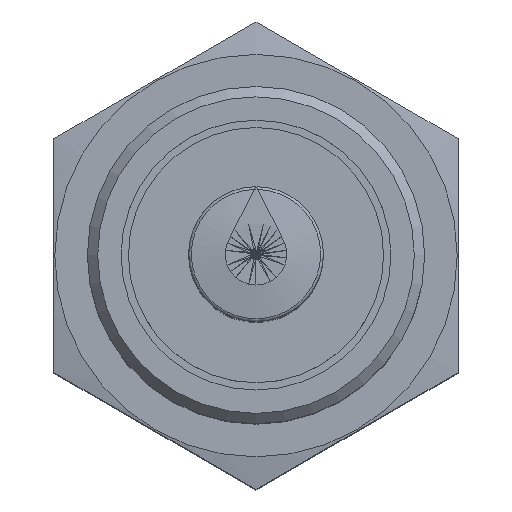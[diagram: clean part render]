
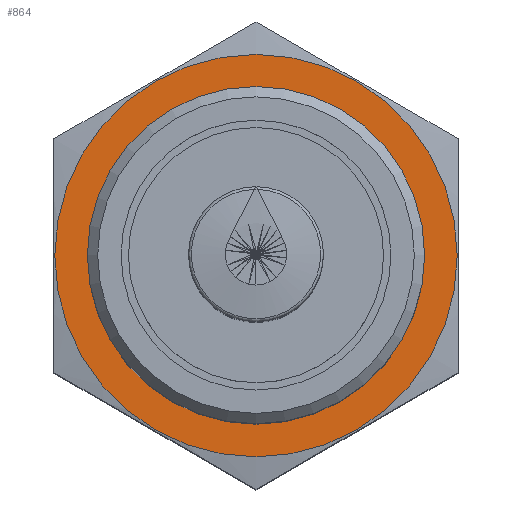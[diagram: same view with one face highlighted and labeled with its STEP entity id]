
A CAD part, top view. The second image highlights one B-rep face of the part: STEP entity #864.
In plain terms, the highlighted face is planar.
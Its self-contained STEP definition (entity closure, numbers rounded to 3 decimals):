
#143=PLANE('',#995);
#339=ORIENTED_EDGE('',*,*,#464,.F.);
#340=ORIENTED_EDGE('',*,*,#465,.T.);
#464=EDGE_CURVE('',#694,#694,#529,.T.);
#465=EDGE_CURVE('',#695,#695,#530,.T.);
#529=CIRCLE('',#996,17.9);
#530=CIRCLE('',#997,15.);
#613=EDGE_LOOP('',(#339));
#614=EDGE_LOOP('',(#340));
#694=VERTEX_POINT('',#1493);
#695=VERTEX_POINT('',#1495);
#794=FACE_BOUND('',#613,.T.);
#795=FACE_BOUND('',#614,.T.);
#864=ADVANCED_FACE('',(#794,#795),#143,.F.);
#995=AXIS2_PLACEMENT_3D('',#1491,#1230,#1231);
#996=AXIS2_PLACEMENT_3D('',#1492,#1232,#1233);
#997=AXIS2_PLACEMENT_3D('',#1494,#1234,#1235);
#1230=DIRECTION('',(1.,0.,0.));
#1231=DIRECTION('',(0.,0.,-1.));
#1232=DIRECTION('',(1.,0.,0.));
#1233=DIRECTION('',(0.,0.,-1.));
#1234=DIRECTION('',(1.,0.,0.));
#1235=DIRECTION('',(0.,0.,-1.));
#1491=CARTESIAN_POINT('',(0.,0.,0.));
#1492=CARTESIAN_POINT('',(0.,0.,0.));
#1493=CARTESIAN_POINT('',(0.,0.,-17.9));
#1494=CARTESIAN_POINT('',(0.,0.,0.));
#1495=CARTESIAN_POINT('',(0.,0.,-15.));
